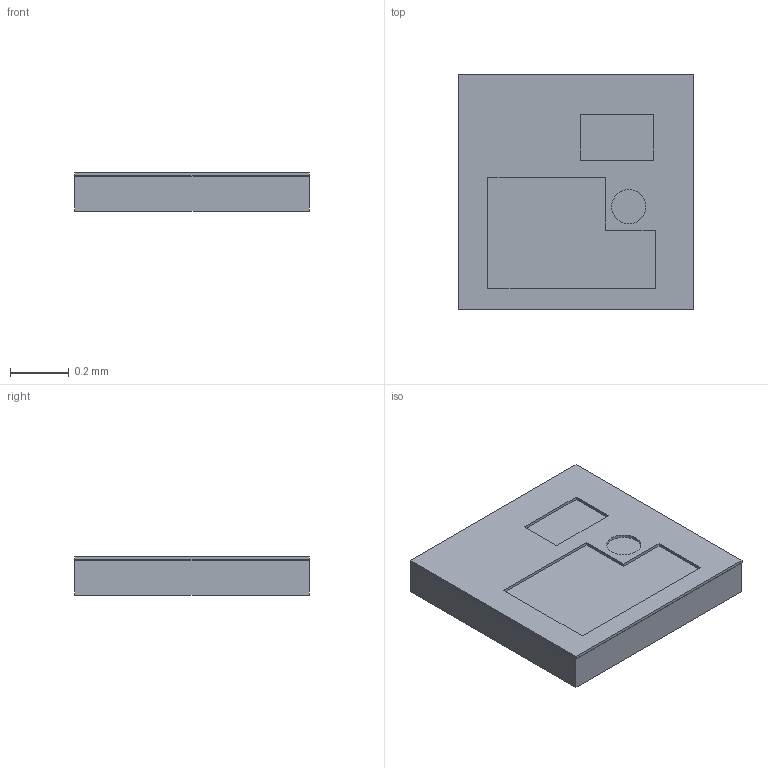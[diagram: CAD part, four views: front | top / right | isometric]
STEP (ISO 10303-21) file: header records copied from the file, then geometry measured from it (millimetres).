
FILE_DESCRIPTION(/* description */ (''),/* implementation_level */ '2;1');
FILE_NAME(/* name */ 'wizzardpad-cad.step',/* time_stamp */ '2024-10-19T09:48:04+02:00',/* author */ (''),/* organization */ (''),/* preprocessor_version */ 'ST-DEVELOPER v20',/* originating_system */ 'Autodesk Translation Framework v13.20.0.188',/* authorisation */ '');
FILE_SCHEMA (('AUTOMOTIVE_DESIGN { 1 0 10303 214 3 1 1 }'));
Length unit declared in the file: millimetre
Products named in the file (1): ticktastley-hackpad
Bounding box: 0.8 x 0.8 x 0.13 mm (x, y, z)
Volume: 0 mm3; surface area: 2.7 mm2
Topology: 2 solids, 2 shells, 33 faces, 85 edges, 56 vertices
Faces by surface type: plane 32, cylinder 1
Full cylindrical faces by diameter (mm): 0.117 x1
Entity records: 1033 total; most frequent: CARTESIAN_POINT 175, ORIENTED_EDGE 170, DIRECTION 155, EDGE_CURVE 85, LINE 83, VECTOR 83, VERTEX_POINT 56, EDGE_LOOP 41
